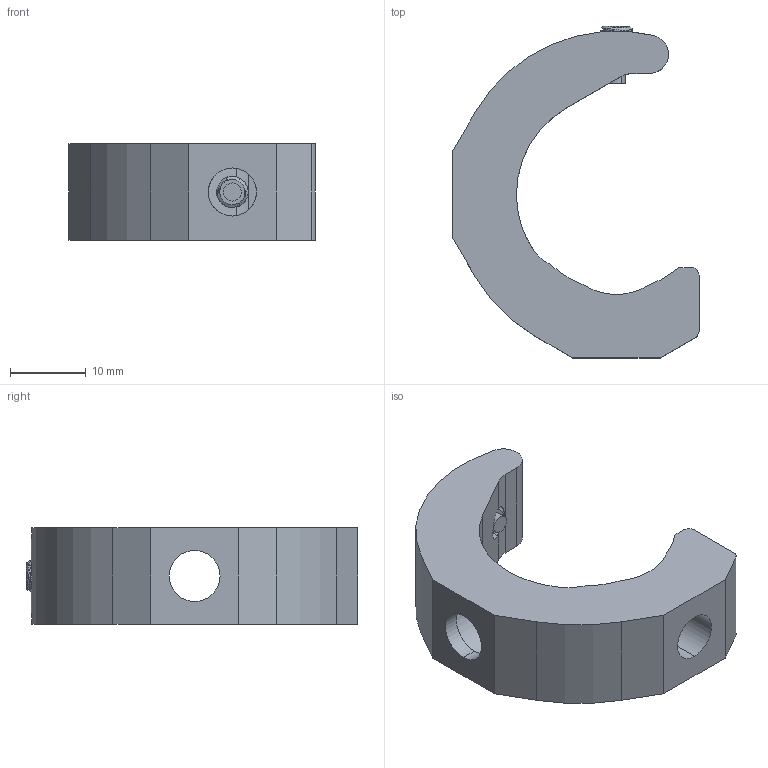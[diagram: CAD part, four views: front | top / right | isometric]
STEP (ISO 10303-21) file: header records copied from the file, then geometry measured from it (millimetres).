
FILE_DESCRIPTION (( 'STEP AP214' ), '1' );
FILE_NAME ('0202-E0W.STEP', '2013-10-17T15:08:39', ( 'Admin' ), ( '' ), 'SwSTEP 2.0', 'SolidWorks 2012', '' );
FILE_SCHEMA (( 'AUTOMOTIVE_DESIGN' ));
Length unit declared in the file: inch
Products named in the file (1): 0202-E0W
Bounding box: 32.51 x 43.86 x 12.7 mm (x, y, z)
Volume: 6767.4 mm3; surface area: 3737.2 mm2
Topology: 2 solids, 2 shells, 129 faces, 295 edges, 169 vertices
Faces by surface type: cylinder 56, cone 45, plane 28
Entity records: 6292 total; most frequent: CARTESIAN_POINT 1748, ORIENTED_EDGE 586, DIRECTION 581, EDGE_CURVE 293, AXIS2_PLACEMENT_3D 222, VERTEX_POINT 169, VECTOR 137, LINE 137
